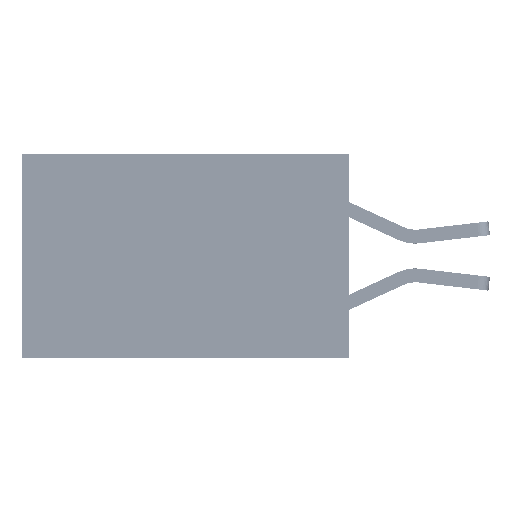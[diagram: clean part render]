
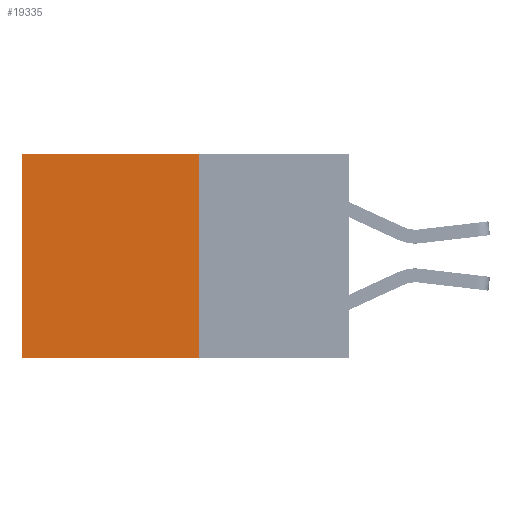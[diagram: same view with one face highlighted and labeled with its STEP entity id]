
A CAD part, left-side view. The second image highlights one B-rep face of the part: STEP entity #19335.
In plain terms, the highlighted planar face has unit normal (-1, 0, 0).
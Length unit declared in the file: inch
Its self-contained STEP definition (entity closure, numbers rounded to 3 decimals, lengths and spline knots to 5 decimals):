
#777 = ORIENTED_EDGE ( 'NONE', *, *, #5677, .F. ) ;
#1372 = CARTESIAN_POINT ( 'NONE',  ( 0.277, 0.27, -0.37 ) ) ;
#1893 = VECTOR ( 'NONE', #18322, 39.37008 ) ;
#2427 = PLANE ( 'NONE',  #22938 ) ;
#3230 = LINE ( 'NONE', #6112, #22491 ) ;
#3974 = DIRECTION ( 'NONE',  ( 0., 0., -1. ) ) ;
#4316 = VERTEX_POINT ( 'NONE', #17893 ) ;
#5011 = DIRECTION ( 'NONE',  ( 0., 0., -1. ) ) ;
#5677 = EDGE_CURVE ( 'NONE', #21663, #4316, #15420, .T. ) ;
#5948 = VERTEX_POINT ( 'NONE', #31636 ) ;
#6112 = CARTESIAN_POINT ( 'NONE',  ( 0.277, 0.59, -0.37 ) ) ;
#7462 = CARTESIAN_POINT ( 'NONE',  ( 0.277, 0.27, -0.37 ) ) ;
#9962 = CARTESIAN_POINT ( 'NONE',  ( 0.277, 0.27, 0. ) ) ;
#10616 = ORIENTED_EDGE ( 'NONE', *, *, #12311, .T. ) ;
#11740 = CARTESIAN_POINT ( 'NONE',  ( 0.277, 0.27, -0.37 ) ) ;
#12311 = EDGE_CURVE ( 'NONE', #5948, #4316, #3230, .T. ) ;
#12989 = VECTOR ( 'NONE', #3974, 39.37008 ) ;
#15271 = ORIENTED_EDGE ( 'NONE', *, *, #16633, .T. ) ;
#15420 = LINE ( 'NONE', #15855, #1893 ) ;
#15855 = CARTESIAN_POINT ( 'NONE',  ( 0.277, 0.27, -0.37 ) ) ;
#15925 = EDGE_CURVE ( 'NONE', #24233, #21663, #26158, .T. ) ;
#16633 = EDGE_CURVE ( 'NONE', #24233, #5948, #17589, .T. ) ;
#16802 = VECTOR ( 'NONE', #29148, 39.37008 ) ;
#17589 = LINE ( 'NONE', #19237, #16802 ) ;
#17893 = CARTESIAN_POINT ( 'NONE',  ( 0.277, 0.59, -0.37 ) ) ;
#18322 = DIRECTION ( 'NONE',  ( 0., 1., 0. ) ) ;
#18543 = DIRECTION ( 'NONE',  ( 0., 0., -1. ) ) ;
#19237 = CARTESIAN_POINT ( 'NONE',  ( 0.277, 0.27, 0. ) ) ;
#19335 = ADVANCED_FACE ( 'NONE', ( #21646 ), #2427, .F. ) ;
#20058 = DIRECTION ( 'NONE',  ( 1., 0., 0. ) ) ;
#21646 = FACE_OUTER_BOUND ( 'NONE', #23415, .T. ) ;
#21663 = VERTEX_POINT ( 'NONE', #11740 ) ;
#22491 = VECTOR ( 'NONE', #18543, 39.37008 ) ;
#22938 = AXIS2_PLACEMENT_3D ( 'NONE', #7462, #20058, #5011 ) ;
#23415 = EDGE_LOOP ( 'NONE', ( #10616, #777, #30588, #15271 ) ) ;
#24233 = VERTEX_POINT ( 'NONE', #9962 ) ;
#26158 = LINE ( 'NONE', #1372, #12989 ) ;
#29148 = DIRECTION ( 'NONE',  ( 0., 1., 0. ) ) ;
#30588 = ORIENTED_EDGE ( 'NONE', *, *, #15925, .F. ) ;
#31636 = CARTESIAN_POINT ( 'NONE',  ( 0.277, 0.59, 0. ) ) ;
